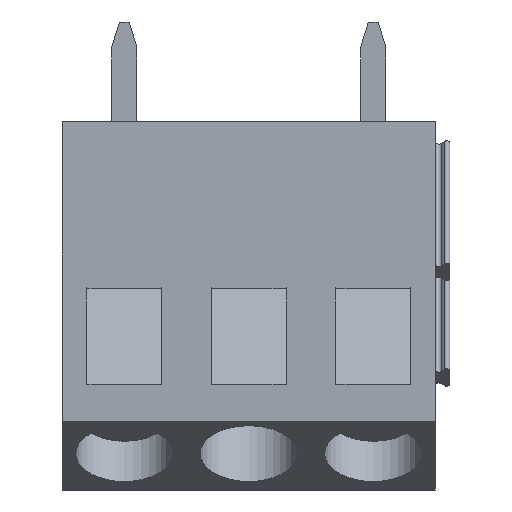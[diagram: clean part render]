
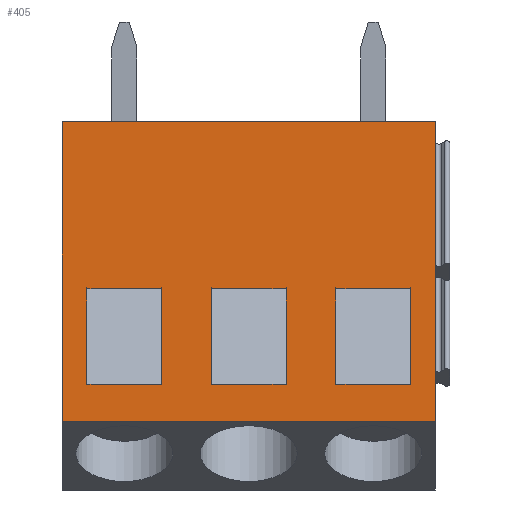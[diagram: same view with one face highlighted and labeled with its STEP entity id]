
A CAD part, front view. The second image highlights one B-rep face of the part: STEP entity #405.
In plain terms, the highlighted planar face has unit normal (0, -1, 0).
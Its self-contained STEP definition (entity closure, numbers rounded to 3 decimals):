
#405 = ADVANCED_FACE( '', ( #868, #869, #870, #871 ), #872, .F. );
#868 = FACE_OUTER_BOUND( '', #1372, .T. );
#869 = FACE_BOUND( '', #1373, .T. );
#870 = FACE_BOUND( '', #1374, .T. );
#871 = FACE_BOUND( '', #1375, .T. );
#872 = PLANE( '', #1376 );
#1372 = EDGE_LOOP( '', ( #2583, #2584, #2585, #2586 ) );
#1373 = EDGE_LOOP( '', ( #2587, #2588, #2589, #2590 ) );
#1374 = EDGE_LOOP( '', ( #2591, #2592, #2593, #2594 ) );
#1375 = EDGE_LOOP( '', ( #2595, #2596, #2597, #2598 ) );
#1376 = AXIS2_PLACEMENT_3D( '', #2599, #2600, #2601 );
#2583 = ORIENTED_EDGE( '', *, *, #3411, .T. );
#2584 = ORIENTED_EDGE( '', *, *, #3112, .T. );
#2585 = ORIENTED_EDGE( '', *, *, #3330, .F. );
#2586 = ORIENTED_EDGE( '', *, *, #3443, .F. );
#2587 = ORIENTED_EDGE( '', *, *, #3376, .F. );
#2588 = ORIENTED_EDGE( '', *, *, #3053, .F. );
#2589 = ORIENTED_EDGE( '', *, *, #3484, .F. );
#2590 = ORIENTED_EDGE( '', *, *, #3348, .F. );
#2591 = ORIENTED_EDGE( '', *, *, #3485, .F. );
#2592 = ORIENTED_EDGE( '', *, *, #3308, .F. );
#2593 = ORIENTED_EDGE( '', *, *, #3361, .F. );
#2594 = ORIENTED_EDGE( '', *, *, #3301, .F. );
#2595 = ORIENTED_EDGE( '', *, *, #3086, .F. );
#2596 = ORIENTED_EDGE( '', *, *, #3486, .F. );
#2597 = ORIENTED_EDGE( '', *, *, #3487, .F. );
#2598 = ORIENTED_EDGE( '', *, *, #3459, .F. );
#2599 = CARTESIAN_POINT( '', ( 0., -12.5, 0. ) );
#2600 = DIRECTION( '', ( 0., 1., 0. ) );
#2601 = DIRECTION( '', ( 0., 0., -1. ) );
#3053 = EDGE_CURVE( '', #3677, #3679, #3680, .T. );
#3086 = EDGE_CURVE( '', #3735, #3737, #3738, .T. );
#3112 = EDGE_CURVE( '', #3781, #3779, #3782, .T. );
#3301 = EDGE_CURVE( '', #4088, #4086, #4090, .T. );
#3308 = EDGE_CURVE( '', #4097, #4099, #4100, .T. );
#3330 = EDGE_CURVE( '', #4135, #3779, #4136, .T. );
#3348 = EDGE_CURVE( '', #4162, #4158, #4164, .T. );
#3361 = EDGE_CURVE( '', #4086, #4097, #4181, .T. );
#3376 = EDGE_CURVE( '', #3679, #4162, #4198, .T. );
#3411 = EDGE_CURVE( '', #4241, #3781, #4242, .T. );
#3443 = EDGE_CURVE( '', #4241, #4135, #4281, .T. );
#3459 = EDGE_CURVE( '', #3737, #4297, #4299, .T. );
#3484 = EDGE_CURVE( '', #4158, #3677, #4331, .T. );
#3485 = EDGE_CURVE( '', #4099, #4088, #4332, .T. );
#3486 = EDGE_CURVE( '', #4333, #3735, #4334, .T. );
#3487 = EDGE_CURVE( '', #4297, #4333, #4335, .T. );
#3677 = VERTEX_POINT( '', #4570 );
#3679 = VERTEX_POINT( '', #4573 );
#3680 = LINE( '', #4574, #4575 );
#3735 = VERTEX_POINT( '', #4654 );
#3737 = VERTEX_POINT( '', #4657 );
#3738 = LINE( '', #4658, #4659 );
#3779 = VERTEX_POINT( '', #4716 );
#3781 = VERTEX_POINT( '', #4719 );
#3782 = LINE( '', #4720, #4721 );
#4086 = VERTEX_POINT( '', #5150 );
#4088 = VERTEX_POINT( '', #5153 );
#4090 = LINE( '', #5156, #5157 );
#4097 = VERTEX_POINT( '', #5167 );
#4099 = VERTEX_POINT( '', #5170 );
#4100 = LINE( '', #5171, #5172 );
#4135 = VERTEX_POINT( '', #5215 );
#4136 = LINE( '', #5216, #5217 );
#4158 = VERTEX_POINT( '', #5252 );
#4162 = VERTEX_POINT( '', #5258 );
#4164 = LINE( '', #5261, #5262 );
#4181 = LINE( '', #5285, #5286 );
#4198 = LINE( '', #5309, #5310 );
#4241 = VERTEX_POINT( '', #5373 );
#4242 = LINE( '', #5374, #5375 );
#4281 = LINE( '', #5431, #5432 );
#4297 = VERTEX_POINT( '', #5455 );
#4299 = LINE( '', #5458, #5459 );
#4331 = LINE( '', #5506, #5507 );
#4332 = LINE( '', #5508, #5509 );
#4333 = VERTEX_POINT( '', #5510 );
#4334 = LINE( '', #5511, #5512 );
#4335 = LINE( '', #5513, #5514 );
#4570 = CARTESIAN_POINT( '', ( -11., -12.5, -6.723 ) );
#4573 = CARTESIAN_POINT( '', ( -14., -12.5, -6.723 ) );
#4574 = CARTESIAN_POINT( '', ( 0., -12.5, -6.723 ) );
#4575 = VECTOR( '', #5692, 1000. );
#4654 = CARTESIAN_POINT( '', ( -1., -12.5, -6.723 ) );
#4657 = CARTESIAN_POINT( '', ( -4., -12.5, -6.723 ) );
#4658 = CARTESIAN_POINT( '', ( 0., -12.5, -6.723 ) );
#4659 = VECTOR( '', #5724, 1000. );
#4716 = CARTESIAN_POINT( '', ( -15., -12.5, 0. ) );
#4719 = CARTESIAN_POINT( '', ( 0., -12.5, 0. ) );
#4720 = CARTESIAN_POINT( '', ( 0., -12.5, 0. ) );
#4721 = VECTOR( '', #5754, 1000. );
#5150 = CARTESIAN_POINT( '', ( -6., -12.5, -10.559 ) );
#5153 = CARTESIAN_POINT( '', ( -9., -12.5, -10.559 ) );
#5156 = CARTESIAN_POINT( '', ( 0., -12.5, -10.559 ) );
#5157 = VECTOR( '', #5954, 1000. );
#5167 = CARTESIAN_POINT( '', ( -6., -12.5, -6.723 ) );
#5170 = CARTESIAN_POINT( '', ( -9., -12.5, -6.723 ) );
#5171 = CARTESIAN_POINT( '', ( 0., -12.5, -6.723 ) );
#5172 = VECTOR( '', #5959, 1000. );
#5215 = CARTESIAN_POINT( '', ( -15., -12.5, -12.05 ) );
#5216 = CARTESIAN_POINT( '', ( -15., -12.5, 0. ) );
#5217 = VECTOR( '', #5989, 1000. );
#5252 = CARTESIAN_POINT( '', ( -11., -12.5, -10.559 ) );
#5258 = CARTESIAN_POINT( '', ( -14., -12.5, -10.559 ) );
#5261 = CARTESIAN_POINT( '', ( 0., -12.5, -10.559 ) );
#5262 = VECTOR( '', #6006, 1000. );
#5285 = CARTESIAN_POINT( '', ( -6., -12.5, 0. ) );
#5286 = VECTOR( '', #6016, 1000. );
#5309 = CARTESIAN_POINT( '', ( -14., -12.5, 0. ) );
#5310 = VECTOR( '', #6032, 1000. );
#5373 = CARTESIAN_POINT( '', ( 0., -12.5, -12.05 ) );
#5374 = CARTESIAN_POINT( '', ( 0., -12.5, 0. ) );
#5375 = VECTOR( '', #6062, 1000. );
#5431 = CARTESIAN_POINT( '', ( 0., -12.5, -12.05 ) );
#5432 = VECTOR( '', #6092, 1000. );
#5455 = CARTESIAN_POINT( '', ( -4., -12.5, -10.559 ) );
#5458 = CARTESIAN_POINT( '', ( -4., -12.5, 0. ) );
#5459 = VECTOR( '', #6101, 1000. );
#5506 = CARTESIAN_POINT( '', ( -11., -12.5, 0. ) );
#5507 = VECTOR( '', #6129, 1000. );
#5508 = CARTESIAN_POINT( '', ( -9., -12.5, 0. ) );
#5509 = VECTOR( '', #6130, 1000. );
#5510 = CARTESIAN_POINT( '', ( -1., -12.5, -10.559 ) );
#5511 = CARTESIAN_POINT( '', ( -1., -12.5, 0. ) );
#5512 = VECTOR( '', #6131, 1000. );
#5513 = CARTESIAN_POINT( '', ( 0., -12.5, -10.559 ) );
#5514 = VECTOR( '', #6132, 1000. );
#5692 = DIRECTION( '', ( -1., 0., 0. ) );
#5724 = DIRECTION( '', ( -1., 0., 0. ) );
#5754 = DIRECTION( '', ( -1., 0., 0. ) );
#5954 = DIRECTION( '', ( 1., 0., 0. ) );
#5959 = DIRECTION( '', ( -1., 0., 0. ) );
#5989 = DIRECTION( '', ( 0., 0., 1. ) );
#6006 = DIRECTION( '', ( 1., 0., 0. ) );
#6016 = DIRECTION( '', ( 0., 0., 1. ) );
#6032 = DIRECTION( '', ( 0., 0., -1. ) );
#6062 = DIRECTION( '', ( 0., 0., 1. ) );
#6092 = DIRECTION( '', ( -1., 0., 0. ) );
#6101 = DIRECTION( '', ( 0., 0., -1. ) );
#6129 = DIRECTION( '', ( 0., 0., 1. ) );
#6130 = DIRECTION( '', ( 0., 0., -1. ) );
#6131 = DIRECTION( '', ( 0., 0., 1. ) );
#6132 = DIRECTION( '', ( 1., 0., 0. ) );
